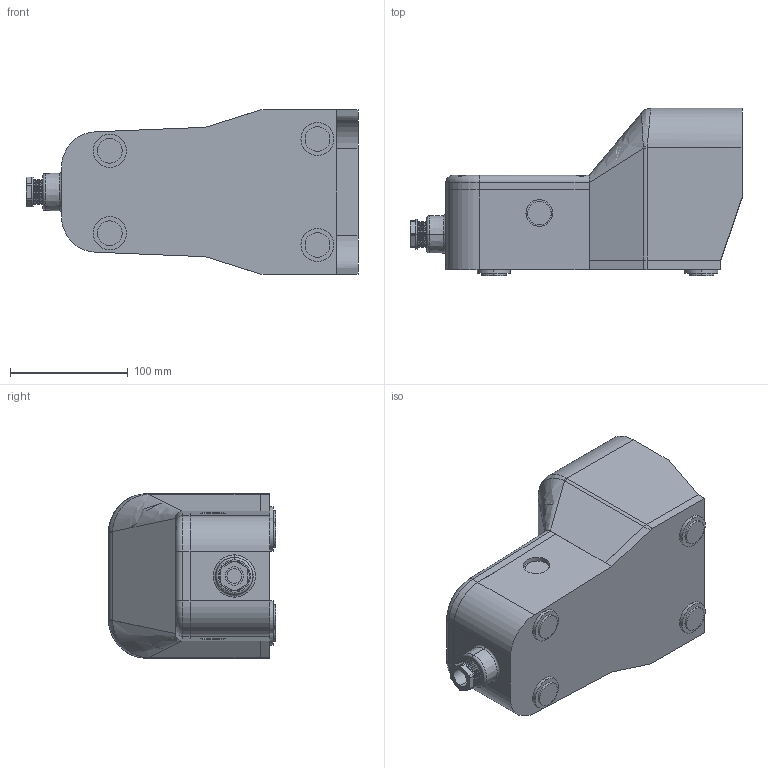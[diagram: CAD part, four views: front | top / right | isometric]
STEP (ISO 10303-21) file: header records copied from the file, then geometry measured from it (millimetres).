
FILE_DESCRIPTION (( 'STEP AP214' ), '1' );
FILE_NAME ('APS1224-V0-M.step', '2016-03-08T21:18:39', ( '' ), ( '' ), 'SwSTEP 2.0', 'SolidWorks 2015', '' );
FILE_SCHEMA (( 'AUTOMOTIVE_DESIGN' ));
Length unit declared in the file: millimetre
Products named in the file (1): APS1224-V0-M
Bounding box: 282.25 x 142 x 140 mm (x, y, z)
Volume: 1552729.2 mm3; surface area: 272464.1 mm2
Topology: 19 solids, 19 shells, 379 faces, 929 edges, 597 vertices
Faces by surface type: plane 220, cylinder 103, cone 32, bspline 18, torus 6
Entity records: 14802 total; most frequent: CARTESIAN_POINT 4248, ORIENTED_EDGE 1850, DIRECTION 1764, EDGE_CURVE 925, AXIS2_PLACEMENT_3D 603, VERTEX_POINT 597, VECTOR 558, LINE 558
